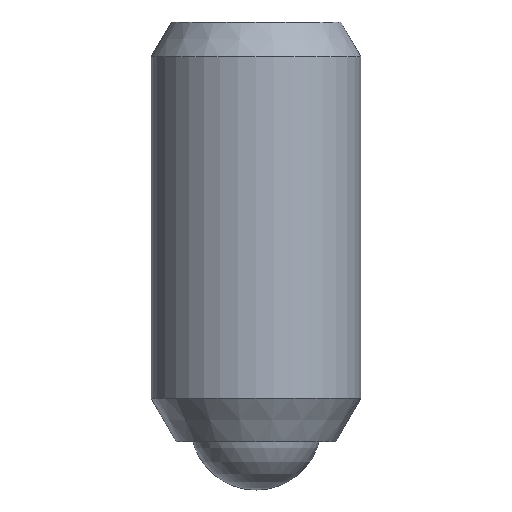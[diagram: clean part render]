
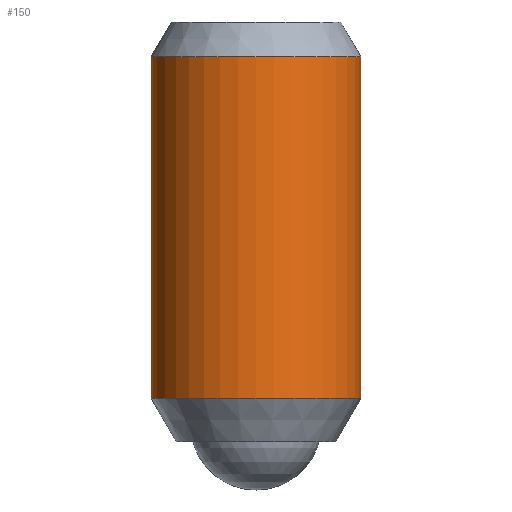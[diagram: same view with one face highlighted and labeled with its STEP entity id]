
A CAD part, front view. The second image highlights one B-rep face of the part: STEP entity #150.
In plain terms, the highlighted cylindrical face has radius 12 mm (diameter 24 mm), a partial arc.
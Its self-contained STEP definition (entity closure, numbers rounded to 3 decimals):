
#150=ADVANCED_FACE('',(#368),#369,.T.);
#156=VERTEX_POINT('',#378);
#162=VERTEX_POINT('',#384);
#172=VERTEX_POINT('',#394);
#174=EDGE_CURVE('',#172,#156,#396,.T.);
#176=VERTEX_POINT('',#398);
#180=EDGE_CURVE('',#162,#176,#402,.T.);
#280=EDGE_CURVE('',#176,#172,#502,.T.);
#282=EDGE_CURVE('',#162,#156,#504,.T.);
#368=FACE_OUTER_BOUND('',#584,.T.);
#369=CYLINDRICAL_SURFACE('',#585,12.);
#378=CARTESIAN_POINT('',(-12.,0.,10.5));
#384=CARTESIAN_POINT('',(12.,0.,10.5));
#394=CARTESIAN_POINT('',(-12.,0.,49.5));
#396=LINE('',#619,#620);
#398=CARTESIAN_POINT('',(12.,0.,49.5));
#402=LINE('',#628,#629);
#502=CIRCLE('',#832,12.);
#504=CIRCLE('',#835,12.);
#584=EDGE_LOOP('',(#991,#992,#993,#994));
#585=AXIS2_PLACEMENT_3D('',#995,#996,#997);
#619=CARTESIAN_POINT('',(-12.,0.,30.0));
#620=VECTOR('',#1022,1.0);
#628=CARTESIAN_POINT('',(12.,0.,30.0));
#629=VECTOR('',#1026,1.0);
#832=AXIS2_PLACEMENT_3D('',#1063,#1064,#1065);
#835=AXIS2_PLACEMENT_3D('',#1066,#1067,#1068);
#991=ORIENTED_EDGE('',*,*,#174,.T.);
#992=ORIENTED_EDGE('',*,*,#282,.F.);
#993=ORIENTED_EDGE('',*,*,#180,.T.);
#994=ORIENTED_EDGE('',*,*,#280,.T.);
#995=CARTESIAN_POINT('',(0.0,0.,30.0));
#996=DIRECTION('',(-0.0,0.0,-1.0));
#997=DIRECTION('',(-1.0,0.,0.0));
#1022=DIRECTION('',(0.0,0.0,-1.0));
#1026=DIRECTION('',(-0.0,-0.0,1.0));
#1063=CARTESIAN_POINT('',(0.0,0.,49.5));
#1064=DIRECTION('',(-0.0,0.0,-1.0));
#1065=DIRECTION('',(-1.0,0.,0.0));
#1066=CARTESIAN_POINT('',(0.0,0.,10.5));
#1067=DIRECTION('',(-0.0,0.0,-1.0));
#1068=DIRECTION('',(-1.0,0.,0.0));
